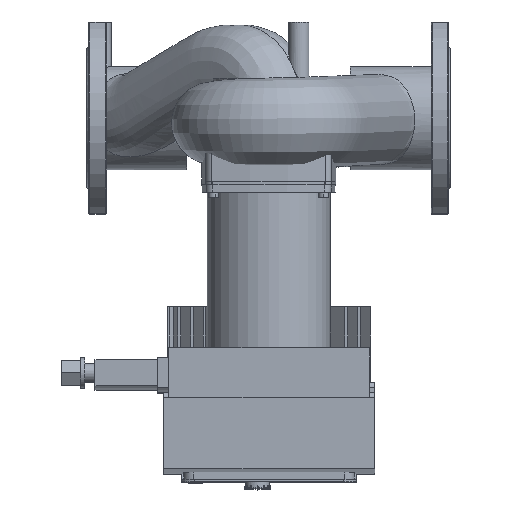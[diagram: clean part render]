
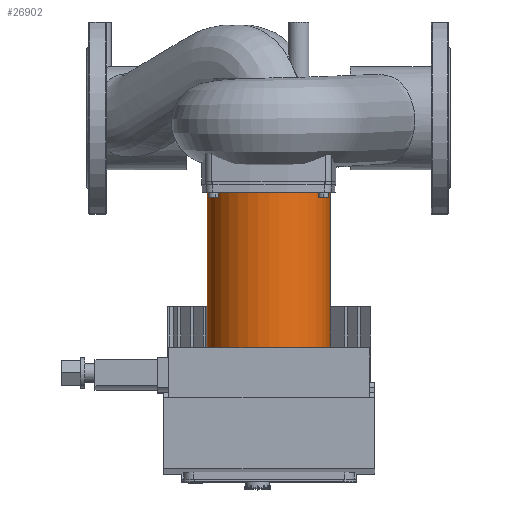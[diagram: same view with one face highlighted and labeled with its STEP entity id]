
A CAD part, top view. The second image highlights one B-rep face of the part: STEP entity #26902.
In plain terms, the highlighted cylindrical face has radius 61 mm (diameter 122 mm), a full revolution.
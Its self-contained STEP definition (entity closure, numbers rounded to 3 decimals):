
#252=FACE_BOUND('',#9406,.T.);
#6110=CYLINDRICAL_SURFACE('',#29479,61.);
#7777=FACE_OUTER_BOUND('',#9405,.T.);
#9405=EDGE_LOOP('',(#24266));
#9406=EDGE_LOOP('',(#24267));
#10482=CIRCLE('',#29480,61.);
#10483=CIRCLE('',#29481,61.);
#12855=VERTEX_POINT('',#69480);
#12856=VERTEX_POINT('',#69482);
#16679=EDGE_CURVE('',#12855,#12855,#10482,.T.);
#16680=EDGE_CURVE('',#12856,#12856,#10483,.T.);
#24266=ORIENTED_EDGE('',*,*,#16679,.T.);
#24267=ORIENTED_EDGE('',*,*,#16680,.F.);
#26902=ADVANCED_FACE('',(#7777,#252),#6110,.T.);
#29479=AXIS2_PLACEMENT_3D('',#69479,#36971,#36972);
#29480=AXIS2_PLACEMENT_3D('',#69481,#36973,#36974);
#29481=AXIS2_PLACEMENT_3D('',#69483,#36975,#36976);
#36971=DIRECTION('center_axis',(0.,-1.,0.));
#36972=DIRECTION('ref_axis',(-1.,0.,0.));
#36973=DIRECTION('center_axis',(0.,1.,0.));
#36974=DIRECTION('ref_axis',(-1.,0.,0.));
#36975=DIRECTION('center_axis',(0.,1.,0.));
#36976=DIRECTION('ref_axis',(-1.,0.,0.));
#69479=CARTESIAN_POINT('Origin',(180.,-73.5,150.));
#69480=CARTESIAN_POINT('',(241.,-228.,150.));
#69481=CARTESIAN_POINT('Origin',(180.,-228.,150.));
#69482=CARTESIAN_POINT('',(180.,-73.5,89.));
#69483=CARTESIAN_POINT('Origin',(180.,-73.5,150.));
